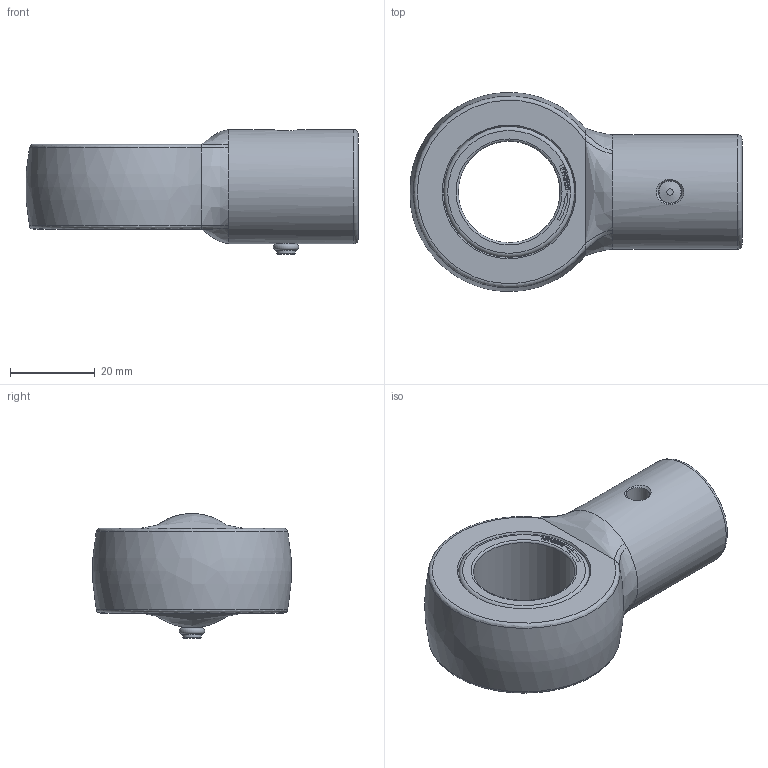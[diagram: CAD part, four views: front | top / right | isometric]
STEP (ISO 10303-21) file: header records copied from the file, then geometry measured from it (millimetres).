
FILE_DESCRIPTION(/* description */ ('Alibre Inc.'),/* implementation_level */ '2;1');
FILE_NAME(/* name */ 'export-CA953A61-E548-4ABB-8FD4-63E67297DBBB',/* time_stamp */ '2023-01-21T11:34:38+01:00',/* author */ (''),/* organization */ (''),/* preprocessor_version */ 'ST-DEVELOPER v17',/* originating_system */ 'Alibre',/* authorisation */ '');
FILE_SCHEMA (('AUTOMOTIVE_DESIGN'));
Length unit declared in the file: millimetre
Products named in the file (5): 0007628; 0006879; 0006880; 0007627; Assem1
Bounding box: 78.4 x 46.99 x 29.5 mm (x, y, z)
Volume: 37989.4 mm3; surface area: 14936.8 mm2
Topology: 4 solids, 4 shells, 134 faces, 340 edges, 223 vertices
Faces by surface type: plane 79, bspline 21, cylinder 15, cone 10, torus 9
Full cylindrical faces by diameter (mm): 3.5 x1, 4.4 x2, 4.5 x1, 5.2 x1, 5.5 x2, 16 x1, 24 x1, 27 x1, 31 x2
Entity records: 5769 total; most frequent: CARTESIAN_POINT 2724, ORIENTED_EDGE 674, DIRECTION 356, EDGE_CURVE 337, VERTEX_POINT 223, AXIS2_PLACEMENT_3D 167, B_SPLINE_CURVE_WITH_KNOTS 161, FACE_BOUND 154
